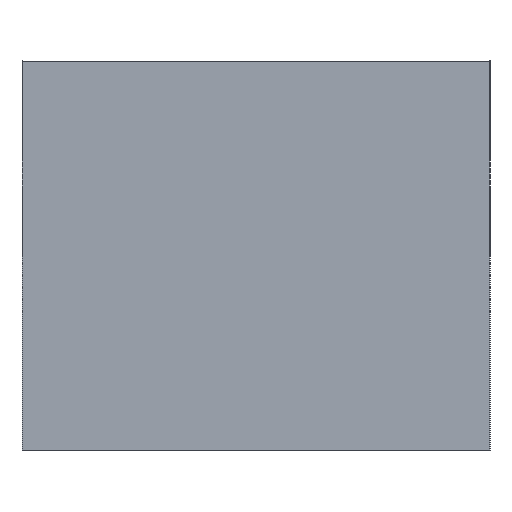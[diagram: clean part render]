
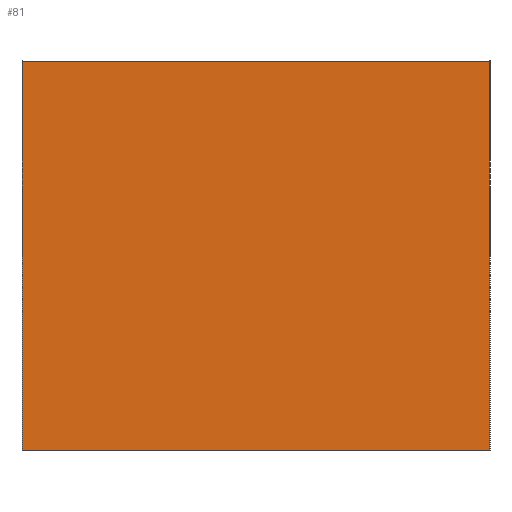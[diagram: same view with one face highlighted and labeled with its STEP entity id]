
A CAD part, left-side view. The second image highlights one B-rep face of the part: STEP entity #81.
In plain terms, the highlighted planar face has unit normal (-1, 0, 0).
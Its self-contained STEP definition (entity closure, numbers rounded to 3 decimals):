
#8 = EDGE_CURVE ( 'NONE', #406, #441, #461, .T. ) ;
#11 = EDGE_CURVE ( 'NONE', #434, #441, #308, .T. ) ;
#16 = AXIS2_PLACEMENT_3D ( 'NONE', #288, #281, #280 ) ;
#41 = VECTOR ( 'NONE', #242, 1000. ) ;
#44 = VECTOR ( 'NONE', #122, 1000. ) ;
#51 = VECTOR ( 'NONE', #303, 1000. ) ;
#60 = VECTOR ( 'NONE', #224, 1000. ) ;
#81 = ADVANCED_FACE ( 'NONE', ( #283 ), #307, .F. ) ;
#100 = CARTESIAN_POINT ( 'NONE',  ( 0., 6., 5. ) ) ;
#109 = CARTESIAN_POINT ( 'NONE',  ( 0., 6., 0. ) ) ;
#122 = DIRECTION ( 'NONE',  ( 0., -1., 0. ) ) ;
#123 = CARTESIAN_POINT ( 'NONE',  ( 0., 0., 5. ) ) ;
#132 = LINE ( 'NONE', #123, #44 ) ;
#164 = CARTESIAN_POINT ( 'NONE',  ( 0., 0., 0. ) ) ;
#167 = CARTESIAN_POINT ( 'NONE',  ( 0., 0., 5. ) ) ;
#189 = EDGE_CURVE ( 'NONE', #404, #406, #247, .T. ) ;
#204 = EDGE_CURVE ( 'NONE', #404, #434, #132, .T. ) ;
#224 = DIRECTION ( 'NONE',  ( 0., -1., 0. ) ) ;
#242 = DIRECTION ( 'NONE',  ( 0., 0., -1. ) ) ;
#243 = CARTESIAN_POINT ( 'NONE',  ( 0., 0., 0. ) ) ;
#244 = CARTESIAN_POINT ( 'NONE',  ( 0., 6., 5. ) ) ;
#247 = LINE ( 'NONE', #244, #41 ) ;
#280 = DIRECTION ( 'NONE',  ( 0., 0., -1. ) ) ;
#281 = DIRECTION ( 'NONE',  ( 1., 0., 0. ) ) ;
#283 = FACE_OUTER_BOUND ( 'NONE', #423, .T. ) ;
#288 = CARTESIAN_POINT ( 'NONE',  ( 0., 0., 5. ) ) ;
#303 = DIRECTION ( 'NONE',  ( 0., 0., -1. ) ) ;
#306 = CARTESIAN_POINT ( 'NONE',  ( 0., 0., 5. ) ) ;
#307 = PLANE ( 'NONE',  #16 ) ;
#308 = LINE ( 'NONE', #306, #51 ) ;
#341 = ORIENTED_EDGE ( 'NONE', *, *, #8, .T. ) ;
#391 = ORIENTED_EDGE ( 'NONE', *, *, #204, .F. ) ;
#393 = ORIENTED_EDGE ( 'NONE', *, *, #189, .T. ) ;
#404 = VERTEX_POINT ( 'NONE', #100 ) ;
#406 = VERTEX_POINT ( 'NONE', #109 ) ;
#423 = EDGE_LOOP ( 'NONE', ( #341, #455, #391, #393 ) ) ;
#434 = VERTEX_POINT ( 'NONE', #167 ) ;
#441 = VERTEX_POINT ( 'NONE', #164 ) ;
#455 = ORIENTED_EDGE ( 'NONE', *, *, #11, .F. ) ;
#461 = LINE ( 'NONE', #243, #60 ) ;
